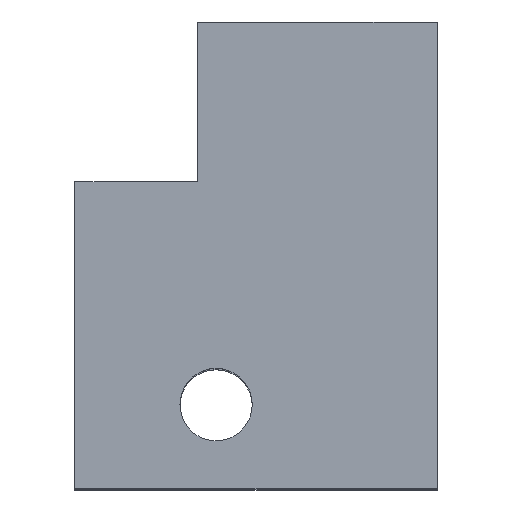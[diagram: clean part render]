
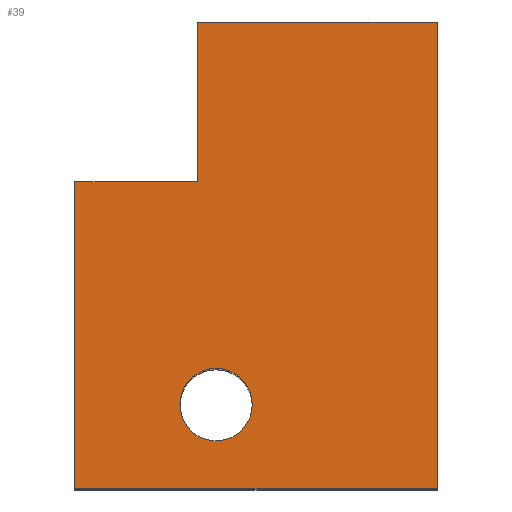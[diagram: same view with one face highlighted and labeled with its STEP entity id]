
A CAD part, top view. The second image highlights one B-rep face of the part: STEP entity #39.
In plain terms, the highlighted planar face has unit normal (0, 0, 1).
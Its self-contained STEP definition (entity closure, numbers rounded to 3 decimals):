
#13 = LINE ( 'NONE', #230, #233 ) ;
#21 = DIRECTION ( 'NONE',  ( 0., -1., 0. ) ) ;
#39 = ADVANCED_FACE ( 'NONE', ( #272, #558 ), #214, .F. ) ;
#46 = CARTESIAN_POINT ( 'NONE',  ( 0., 1.5, 32.5 ) ) ;
#50 = EDGE_CURVE ( 'NONE', #299, #574, #283, .T. ) ;
#70 = DIRECTION ( 'NONE',  ( 0., 0., -1. ) ) ;
#86 = EDGE_LOOP ( 'NONE', ( #376, #668, #530, #358, #270, #625 ) ) ;
#133 = DIRECTION ( 'NONE',  ( 0., 0., 1. ) ) ;
#145 = LINE ( 'NONE', #445, #745 ) ;
#166 = EDGE_LOOP ( 'NONE', ( #564, #722 ) ) ;
#169 = CARTESIAN_POINT ( 'NONE',  ( 0., 1.5, 32.5 ) ) ;
#186 = CARTESIAN_POINT ( 'NONE',  ( 14.75, 1.5, 32.5 ) ) ;
#195 = AXIS2_PLACEMENT_3D ( 'NONE', #427, #698, #765 ) ;
#205 = VERTEX_POINT ( 'NONE', #423 ) ;
#214 = PLANE ( 'NONE',  #317 ) ;
#216 = DIRECTION ( 'NONE',  ( 1., 0., 0. ) ) ;
#230 = CARTESIAN_POINT ( 'NONE',  ( 5., 7., 32.5 ) ) ;
#233 = VECTOR ( 'NONE', #21, 1000. ) ;
#243 = CIRCLE ( 'NONE', #753, 1.473 ) ;
#252 = CARTESIAN_POINT ( 'NONE',  ( 14.75, -11., 32.5 ) ) ;
#258 = LINE ( 'NONE', #186, #497 ) ;
#266 = DIRECTION ( 'NONE',  ( 1., 0., 0. ) ) ;
#267 = EDGE_CURVE ( 'NONE', #205, #762, #891, .T. ) ;
#270 = ORIENTED_EDGE ( 'NONE', *, *, #763, .T. ) ;
#272 = FACE_OUTER_BOUND ( 'NONE', #86, .T. ) ;
#283 = CIRCLE ( 'NONE', #195, 1.473 ) ;
#299 = VERTEX_POINT ( 'NONE', #624 ) ;
#317 = AXIS2_PLACEMENT_3D ( 'NONE', #827, #70, #487 ) ;
#323 = VECTOR ( 'NONE', #390, 1000. ) ;
#325 = CARTESIAN_POINT ( 'NONE',  ( 5., 8., 32.5 ) ) ;
#358 = ORIENTED_EDGE ( 'NONE', *, *, #374, .F. ) ;
#374 = EDGE_CURVE ( 'NONE', #503, #498, #145, .T. ) ;
#376 = ORIENTED_EDGE ( 'NONE', *, *, #693, .F. ) ;
#377 = EDGE_CURVE ( 'NONE', #684, #498, #13, .T. ) ;
#390 = DIRECTION ( 'NONE',  ( 0., -1., 0. ) ) ;
#407 = VECTOR ( 'NONE', #431, 1000. ) ;
#423 = CARTESIAN_POINT ( 'NONE',  ( 0., -11., 32.5 ) ) ;
#427 = CARTESIAN_POINT ( 'NONE',  ( 5.75, -7.58, 32.5 ) ) ;
#431 = DIRECTION ( 'NONE',  ( -1., 0., 0. ) ) ;
#445 = CARTESIAN_POINT ( 'NONE',  ( 0., 1.5, 32.5 ) ) ;
#468 = DIRECTION ( 'NONE',  ( 0., -1., 0. ) ) ;
#487 = DIRECTION ( 'NONE',  ( -1., 0., 0. ) ) ;
#497 = VECTOR ( 'NONE', #468, 1000. ) ;
#498 = VERTEX_POINT ( 'NONE', #652 ) ;
#501 = DIRECTION ( 'NONE',  ( 1., 0., 0. ) ) ;
#503 = VERTEX_POINT ( 'NONE', #169 ) ;
#530 = ORIENTED_EDGE ( 'NONE', *, *, #377, .T. ) ;
#557 = CARTESIAN_POINT ( 'NONE',  ( 0., 8., 32.5 ) ) ;
#558 = FACE_BOUND ( 'NONE', #166, .T. ) ;
#564 = ORIENTED_EDGE ( 'NONE', *, *, #874, .F. ) ;
#574 = VERTEX_POINT ( 'NONE', #810 ) ;
#608 = VECTOR ( 'NONE', #266, 1000. ) ;
#611 = CARTESIAN_POINT ( 'NONE',  ( 14.75, 8., 32.5 ) ) ;
#624 = CARTESIAN_POINT ( 'NONE',  ( 4.277, -7.58, 32.5 ) ) ;
#625 = ORIENTED_EDGE ( 'NONE', *, *, #267, .T. ) ;
#652 = CARTESIAN_POINT ( 'NONE',  ( 5., 1.5, 32.5 ) ) ;
#668 = ORIENTED_EDGE ( 'NONE', *, *, #852, .T. ) ;
#684 = VERTEX_POINT ( 'NONE', #325 ) ;
#693 = EDGE_CURVE ( 'NONE', #758, #762, #258, .T. ) ;
#698 = DIRECTION ( 'NONE',  ( 0., 0., 1. ) ) ;
#722 = ORIENTED_EDGE ( 'NONE', *, *, #50, .F. ) ;
#745 = VECTOR ( 'NONE', #216, 1000. ) ;
#749 = LINE ( 'NONE', #46, #323 ) ;
#753 = AXIS2_PLACEMENT_3D ( 'NONE', #759, #133, #501 ) ;
#755 = CARTESIAN_POINT ( 'NONE',  ( 0., -11., 32.5 ) ) ;
#758 = VERTEX_POINT ( 'NONE', #611 ) ;
#759 = CARTESIAN_POINT ( 'NONE',  ( 5.75, -7.58, 32.5 ) ) ;
#762 = VERTEX_POINT ( 'NONE', #252 ) ;
#763 = EDGE_CURVE ( 'NONE', #503, #205, #749, .T. ) ;
#765 = DIRECTION ( 'NONE',  ( 1., 0., 0. ) ) ;
#810 = CARTESIAN_POINT ( 'NONE',  ( 7.223, -7.58, 32.5 ) ) ;
#827 = CARTESIAN_POINT ( 'NONE',  ( 0., 1.5, 32.5 ) ) ;
#830 = LINE ( 'NONE', #557, #407 ) ;
#852 = EDGE_CURVE ( 'NONE', #758, #684, #830, .T. ) ;
#874 = EDGE_CURVE ( 'NONE', #574, #299, #243, .T. ) ;
#891 = LINE ( 'NONE', #755, #608 ) ;
